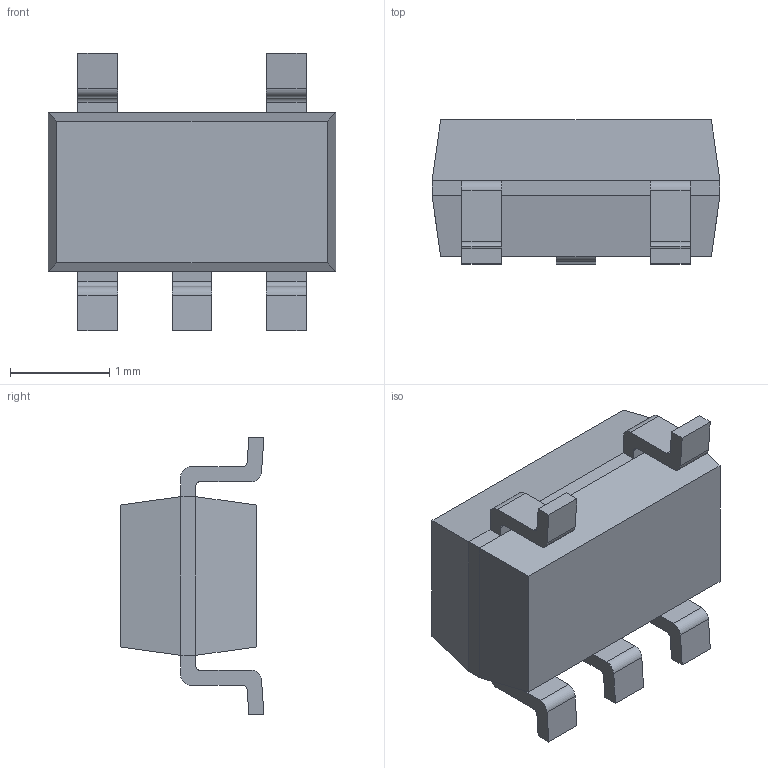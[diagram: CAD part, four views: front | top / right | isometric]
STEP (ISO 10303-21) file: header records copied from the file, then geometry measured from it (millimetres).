
FILE_DESCRIPTION (( 'STEP AP214' ), '1' );
FILE_NAME ('SOT-23.STEP', '2017-12-20T20:42:33', ( '' ), ( '' ), 'SwSTEP 2.0', 'SolidWorks 2016', '' );
FILE_SCHEMA (( 'AUTOMOTIVE_DESIGN' ));
Length unit declared in the file: millimetre
Products named in the file (1): SOT-23
Bounding box: 2.9 x 1.45 x 2.8 mm (x, y, z)
Volume: 6.3 mm3; surface area: 45.1 mm2
Topology: 3 solids, 3 shells, 78 faces, 216 edges, 144 vertices
Faces by surface type: plane 58, cylinder 20
Entity records: 2664 total; most frequent: CARTESIAN_POINT 439, ORIENTED_EDGE 432, DIRECTION 414, EDGE_CURVE 216, VECTOR 176, LINE 176, VERTEX_POINT 144, AXIS2_PLACEMENT_3D 119
